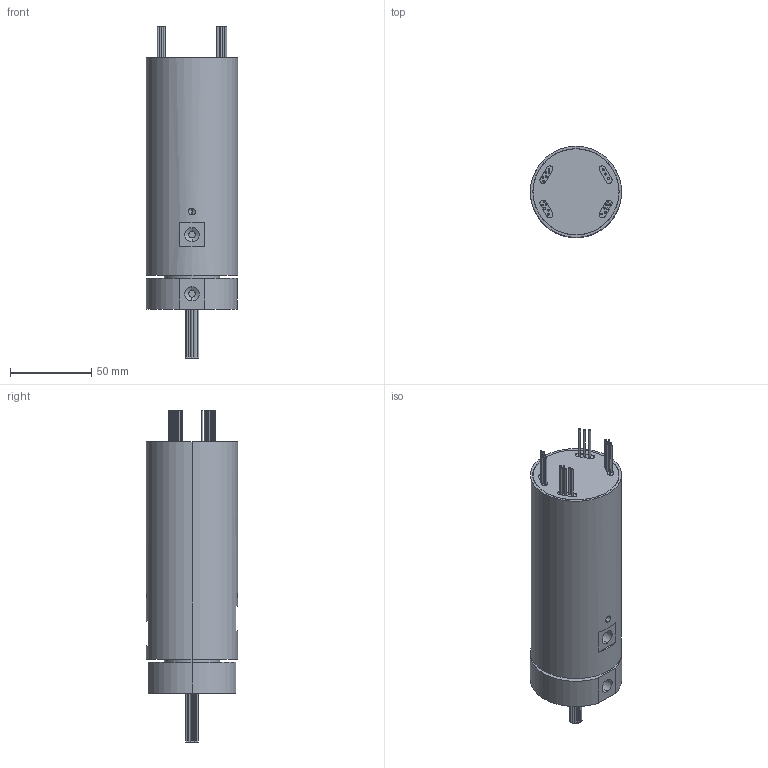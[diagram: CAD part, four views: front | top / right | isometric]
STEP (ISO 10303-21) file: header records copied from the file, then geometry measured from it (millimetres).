
FILE_DESCRIPTION (( 'STEP AP203' ), '1' );
FILE_NAME ('MK21-P0305-S20(BW1217).STEP', '2020-08-06T00:53:06', ( 'gongcheng1' ), ( '' ), 'SwSTEP 2.0', 'SolidWorks 2014', '' );
FILE_SCHEMA (( 'CONFIG_CONTROL_DESIGN' ));
Length unit declared in the file: millimetre
Products named in the file (1): MK21-P0305-S20(BW1217)
Bounding box: 56 x 56 x 203.8 mm (x, y, z)
Volume: 373792.3 mm3; surface area: 42181.9 mm2
Topology: 1 solids, 1 shells, 244 faces, 523 edges, 334 vertices
Faces by surface type: cylinder 146, plane 78, cone 20
Entity records: 6852 total; most frequent: DIRECTION 1285, CARTESIAN_POINT 1256, ORIENTED_EDGE 1022, AXIS2_PLACEMENT_3D 539, EDGE_CURVE 511, VERTEX_POINT 334, EDGE_LOOP 311, CIRCLE 294
